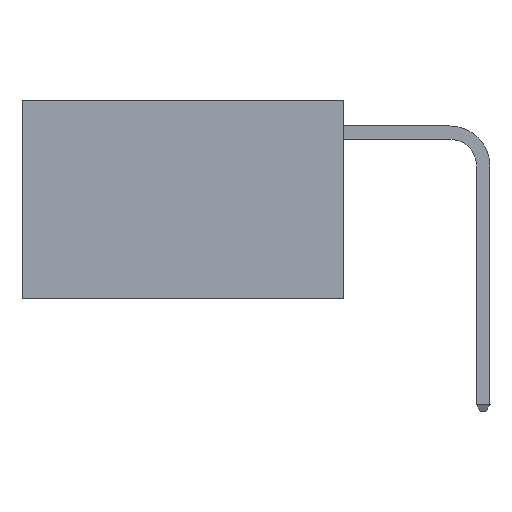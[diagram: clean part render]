
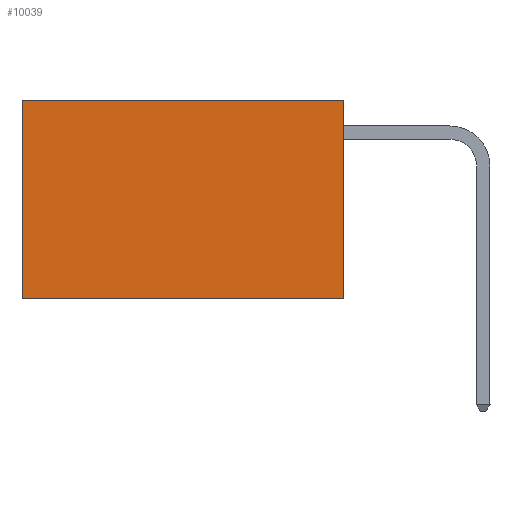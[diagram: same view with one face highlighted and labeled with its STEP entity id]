
A CAD part, left-side view. The second image highlights one B-rep face of the part: STEP entity #10039.
In plain terms, the highlighted planar face has unit normal (-1, 0, 0).
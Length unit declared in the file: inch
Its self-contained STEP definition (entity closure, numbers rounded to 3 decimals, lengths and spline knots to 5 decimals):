
#436 = CARTESIAN_POINT ( 'NONE',  ( 0.2625, 0., 0. ) ) ;
#753 = CARTESIAN_POINT ( 'NONE',  ( 0.2625, 0., 0. ) ) ;
#2148 = VERTEX_POINT ( 'NONE', #4750 ) ;
#2250 = ORIENTED_EDGE ( 'NONE', *, *, #13082, .T. ) ;
#2437 = VERTEX_POINT ( 'NONE', #16017 ) ;
#3199 = CARTESIAN_POINT ( 'NONE',  ( 0.2625, 0.6, 0. ) ) ;
#3338 = EDGE_CURVE ( 'NONE', #2148, #2437, #5406, .T. ) ;
#4703 = PLANE ( 'NONE',  #13112 ) ;
#4750 = CARTESIAN_POINT ( 'NONE',  ( 0.2625, 0., -0.37 ) ) ;
#5006 = VECTOR ( 'NONE', #6914, 39.37008 ) ;
#5255 = VECTOR ( 'NONE', #9178, 39.37008 ) ;
#5406 = LINE ( 'NONE', #6639, #5006 ) ;
#5829 = DIRECTION ( 'NONE',  ( 0., 0., -1. ) ) ;
#5882 = VECTOR ( 'NONE', #5829, 39.37008 ) ;
#6039 = DIRECTION ( 'NONE',  ( 0., 0., -1. ) ) ;
#6160 = VECTOR ( 'NONE', #9556, 39.37008 ) ;
#6639 = CARTESIAN_POINT ( 'NONE',  ( 0.2625, 0., -0.37 ) ) ;
#6914 = DIRECTION ( 'NONE',  ( 0., 1., 0. ) ) ;
#8652 = CARTESIAN_POINT ( 'NONE',  ( 0.2625, 0.6, 0. ) ) ;
#9178 = DIRECTION ( 'NONE',  ( 0., 1., 0. ) ) ;
#9556 = DIRECTION ( 'NONE',  ( 0., 0., -1. ) ) ;
#10039 = ADVANCED_FACE ( 'NONE', ( #11010 ), #4703, .F. ) ;
#10395 = CARTESIAN_POINT ( 'NONE',  ( 0.2625, 0., 0. ) ) ;
#10550 = ORIENTED_EDGE ( 'NONE', *, *, #11002, .F. ) ;
#10829 = CARTESIAN_POINT ( 'NONE',  ( 0.2625, 0., 0. ) ) ;
#11002 = EDGE_CURVE ( 'NONE', #12699, #2148, #15976, .T. ) ;
#11010 = FACE_OUTER_BOUND ( 'NONE', #14086, .T. ) ;
#11818 = VERTEX_POINT ( 'NONE', #8652 ) ;
#12091 = LINE ( 'NONE', #3199, #5882 ) ;
#12699 = VERTEX_POINT ( 'NONE', #10829 ) ;
#13082 = EDGE_CURVE ( 'NONE', #12699, #11818, #15131, .T. ) ;
#13112 = AXIS2_PLACEMENT_3D ( 'NONE', #753, #13415, #6039 ) ;
#13296 = EDGE_CURVE ( 'NONE', #11818, #2437, #12091, .T. ) ;
#13415 = DIRECTION ( 'NONE',  ( 1., 0., 0. ) ) ;
#13914 = ORIENTED_EDGE ( 'NONE', *, *, #3338, .F. ) ;
#14086 = EDGE_LOOP ( 'NONE', ( #15269, #13914, #10550, #2250 ) ) ;
#15131 = LINE ( 'NONE', #10395, #5255 ) ;
#15269 = ORIENTED_EDGE ( 'NONE', *, *, #13296, .T. ) ;
#15976 = LINE ( 'NONE', #436, #6160 ) ;
#16017 = CARTESIAN_POINT ( 'NONE',  ( 0.2625, 0.6, -0.37 ) ) ;
